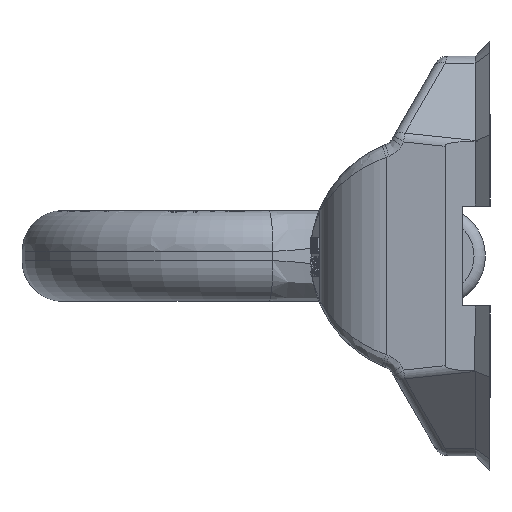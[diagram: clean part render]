
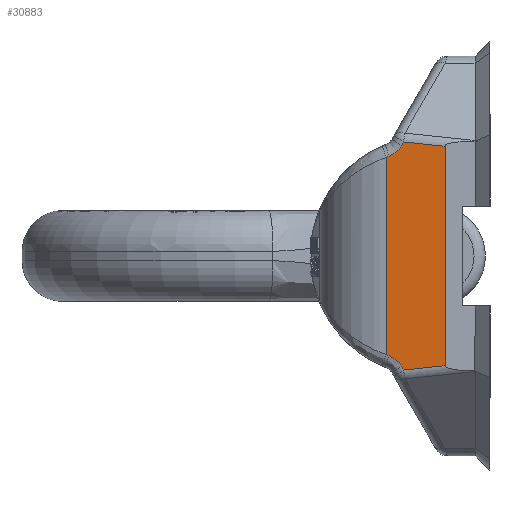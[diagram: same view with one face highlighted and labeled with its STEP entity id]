
A CAD part, left-side view. The second image highlights one B-rep face of the part: STEP entity #30883.
In plain terms, the highlighted planar face has unit normal (-0.995, 0.104, 0).
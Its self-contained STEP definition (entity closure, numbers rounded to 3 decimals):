
#21669=DIRECTION('',(0.,0.,1.));
#21670=VECTOR('',#21669,48.292);
#21671=CARTESIAN_POINT('',(-36.3,9.9,-24.146));
#21672=LINE('',#21671,#21670);
#21761=DIRECTION('',(-0.104,-0.989,0.104));
#21762=VECTOR('',#21761,9.222);
#21763=CARTESIAN_POINT('',(-35.341,19.021,
-25.105));
#21764=LINE('',#21763,#21762);
#23583=DIRECTION('',(0.,0.,-1.));
#23584=VECTOR('',#23583,43.491);
#23585=CARTESIAN_POINT('',(-34.946,22.786,
21.745));
#23586=LINE('',#23585,#23584);
#23611=CARTESIAN_POINT('',(-34.946,22.786,
21.745));
#23618=CARTESIAN_POINT('',(-34.946,22.786,
-21.745));
#23619=CARTESIAN_POINT('',(-34.956,22.687,
-21.787));
#23620=CARTESIAN_POINT('',(-34.977,22.491,
-21.87));
#23621=CARTESIAN_POINT('',(-34.997,22.293,
-21.95));
#23622=CARTESIAN_POINT('',(-35.008,22.194,
-21.989));
#23641=CARTESIAN_POINT('',(-34.946,22.786,
21.745));
#23642=CARTESIAN_POINT('',(-34.956,22.687,
21.787));
#23643=CARTESIAN_POINT('',(-34.977,22.491,
21.87));
#23644=CARTESIAN_POINT('',(-34.997,22.293,
21.95));
#23645=CARTESIAN_POINT('',(-35.008,22.194,
21.989));
#23660=CARTESIAN_POINT('',(-35.008,22.194,
21.989));
#23661=CARTESIAN_POINT('',(-35.038,21.906,
22.103));
#23662=CARTESIAN_POINT('',(-35.096,21.359,
22.375));
#23663=CARTESIAN_POINT('',(-35.175,20.606,
22.921));
#23664=CARTESIAN_POINT('',(-35.243,19.957,
23.586));
#23665=CARTESIAN_POINT('',(-35.28,19.609,
24.087));
#23666=CARTESIAN_POINT('',(-35.296,19.455,
24.353));
#23890=DIRECTION('',(-0.104,-0.989,-0.104));
#23891=VECTOR('',#23890,9.222);
#23892=CARTESIAN_POINT('',(-35.341,19.021,
25.105));
#23893=LINE('',#23892,#23891);
#23930=DIRECTION('',(-0.052,-0.499,0.865));
#23931=VECTOR('',#23930,0.869);
#23932=CARTESIAN_POINT('',(-35.296,19.455,
24.353));
#23933=LINE('',#23932,#23931);
#24021=DIRECTION('',(-0.052,-0.499,-0.865));
#24022=VECTOR('',#24021,0.869);
#24023=CARTESIAN_POINT('',(-35.296,19.455,
-24.353));
#24024=LINE('',#24023,#24022);
#24138=CARTESIAN_POINT('',(-35.008,22.194,
-21.989));
#24139=CARTESIAN_POINT('',(-35.038,21.907,
-22.103));
#24140=CARTESIAN_POINT('',(-35.096,21.359,
-22.375));
#24141=CARTESIAN_POINT('',(-35.175,20.605,
-22.921));
#24142=CARTESIAN_POINT('',(-35.243,19.956,
-23.586));
#24143=CARTESIAN_POINT('',(-35.28,19.609,
-24.087));
#24144=CARTESIAN_POINT('',(-35.296,19.455,
-24.353));
#27449=VERTEX_POINT('',#23618);
#27450=VERTEX_POINT('',#23622);
#27463=CARTESIAN_POINT('',(-35.296,19.455,
-24.353));
#27464=CARTESIAN_POINT('',(-35.341,19.021,
-25.105));
#27465=VERTEX_POINT('',#27463);
#27466=VERTEX_POINT('',#27464);
#27473=CARTESIAN_POINT('',(-36.3,9.9,-24.146));
#27474=VERTEX_POINT('',#27473);
#27477=CARTESIAN_POINT('',(-36.3,9.9,24.146));
#27478=VERTEX_POINT('',#27477);
#27763=VERTEX_POINT('',#23611);
#27765=VERTEX_POINT('',#23645);
#27767=VERTEX_POINT('',#23666);
#27770=CARTESIAN_POINT('',(-35.341,19.021,
25.105));
#27771=VERTEX_POINT('',#27770);
#30860=CARTESIAN_POINT('',(-36.3,9.9,52.8));
#30861=DIRECTION('',(0.995,-0.105,0.));
#30862=DIRECTION('',(0.105,0.995,0.));
#30863=AXIS2_PLACEMENT_3D('',#30860,#30861,#30862);
#30864=PLANE('',#30863);
#30865=ORIENTED_EDGE('',*,*,#30851,.F.);
#30866=ORIENTED_EDGE('',*,*,#30730,.F.);
#30868=ORIENTED_EDGE('',*,*,#30867,.T.);
#30870=ORIENTED_EDGE('',*,*,#30869,.T.);
#30872=ORIENTED_EDGE('',*,*,#30871,.T.);
#30874=ORIENTED_EDGE('',*,*,#30873,.T.);
#30875=ORIENTED_EDGE('',*,*,#29355,.F.);
#30876=ORIENTED_EDGE('',*,*,#29436,.F.);
#30878=ORIENTED_EDGE('',*,*,#30877,.F.);
#30880=ORIENTED_EDGE('',*,*,#30879,.F.);
#30881=EDGE_LOOP('',(#30865,#30866,#30868,#30870,#30872,#30874,#30875,#30876,
#30878,#30880));
#30882=FACE_OUTER_BOUND('',#30881,.F.);
#30883=ADVANCED_FACE('',(#30882),#30864,.F.);
#23623=B_SPLINE_CURVE_WITH_KNOTS('',3,(#23618,#23619,#23620,#23621,#23622),
.UNSPECIFIED.,.F.,.F.,(4,1,4),(0.,0.5,1.),.UNSPECIFIED.);
#23646=B_SPLINE_CURVE_WITH_KNOTS('',3,(#23641,#23642,#23643,#23644,#23645),
.UNSPECIFIED.,.F.,.F.,(4,1,4),(0.,0.5,1.),.UNSPECIFIED.);
#23667=B_SPLINE_CURVE_WITH_KNOTS('',3,(#23660,#23661,#23662,#23663,#23664,
#23665,#23666),.UNSPECIFIED.,.F.,.F.,(4,1,1,1,4),(0.,0.25,0.5,0.75,
1.),.UNSPECIFIED.);
#24145=B_SPLINE_CURVE_WITH_KNOTS('',3,(#24138,#24139,#24140,#24141,#24142,
#24143,#24144),.UNSPECIFIED.,.F.,.F.,(4,1,1,1,4),(0.,0.25,0.5,0.75,
1.),.UNSPECIFIED.);
#29355=EDGE_CURVE('',#27474,#27478,#21672,.T.);
#29436=EDGE_CURVE('',#27466,#27474,#21764,.T.);
#30730=EDGE_CURVE('',#27763,#27449,#23586,.T.);
#30851=EDGE_CURVE('',#27449,#27450,#23623,.T.);
#30867=EDGE_CURVE('',#27763,#27765,#23646,.T.);
#30869=EDGE_CURVE('',#27765,#27767,#23667,.T.);
#30871=EDGE_CURVE('',#27767,#27771,#23933,.T.);
#30873=EDGE_CURVE('',#27771,#27478,#23893,.T.);
#30877=EDGE_CURVE('',#27465,#27466,#24024,.T.);
#30879=EDGE_CURVE('',#27450,#27465,#24145,.T.);
